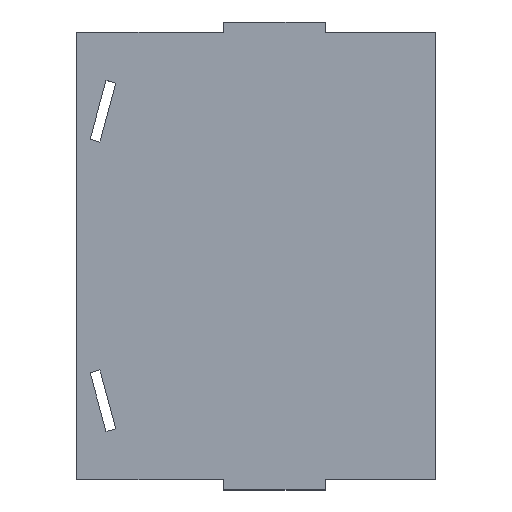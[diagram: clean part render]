
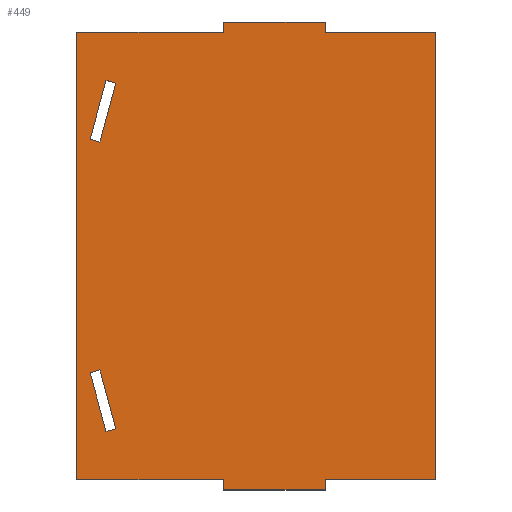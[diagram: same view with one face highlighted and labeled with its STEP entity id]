
A CAD part, top view. The second image highlights one B-rep face of the part: STEP entity #449.
In plain terms, the highlighted planar face has unit normal (0, 0, 1).
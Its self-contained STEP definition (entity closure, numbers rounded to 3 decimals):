
#15=FACE_BOUND('',#62,.T.);
#16=FACE_BOUND('',#63,.T.);
#39=FACE_OUTER_BOUND('',#61,.T.);
#61=EDGE_LOOP('',(#367,#368,#369,#370,#371,#372,#373,#374,#375,#376,#377,
#378));
#62=EDGE_LOOP('',(#379,#380,#381,#382));
#63=EDGE_LOOP('',(#383,#384,#385,#386));
#69=LINE('',#601,#129);
#72=LINE('',#607,#132);
#75=LINE('',#613,#135);
#78=LINE('',#617,#138);
#81=LINE('',#625,#141);
#84=LINE('',#631,#144);
#87=LINE('',#637,#147);
#90=LINE('',#641,#150);
#93=LINE('',#649,#153);
#96=LINE('',#655,#156);
#99=LINE('',#661,#159);
#102=LINE('',#667,#162);
#105=LINE('',#673,#165);
#108=LINE('',#679,#168);
#111=LINE('',#685,#171);
#114=LINE('',#691,#174);
#117=LINE('',#697,#177);
#120=LINE('',#703,#180);
#123=LINE('',#709,#183);
#126=LINE('',#713,#186);
#129=VECTOR('',#493,10.);
#132=VECTOR('',#498,10.);
#135=VECTOR('',#503,10.);
#138=VECTOR('',#508,10.);
#141=VECTOR('',#513,10.);
#144=VECTOR('',#518,10.);
#147=VECTOR('',#523,10.);
#150=VECTOR('',#528,10.);
#153=VECTOR('',#533,10.);
#156=VECTOR('',#538,10.);
#159=VECTOR('',#543,10.);
#162=VECTOR('',#548,10.);
#165=VECTOR('',#553,10.);
#168=VECTOR('',#558,10.);
#171=VECTOR('',#563,10.);
#174=VECTOR('',#568,10.);
#177=VECTOR('',#573,10.);
#180=VECTOR('',#578,10.);
#183=VECTOR('',#583,10.);
#186=VECTOR('',#588,10.);
#189=VERTEX_POINT('',#598);
#190=VERTEX_POINT('',#600);
#192=VERTEX_POINT('',#606);
#194=VERTEX_POINT('',#612);
#197=VERTEX_POINT('',#622);
#198=VERTEX_POINT('',#624);
#200=VERTEX_POINT('',#630);
#202=VERTEX_POINT('',#636);
#205=VERTEX_POINT('',#646);
#206=VERTEX_POINT('',#648);
#208=VERTEX_POINT('',#654);
#210=VERTEX_POINT('',#660);
#212=VERTEX_POINT('',#666);
#214=VERTEX_POINT('',#672);
#216=VERTEX_POINT('',#678);
#218=VERTEX_POINT('',#684);
#220=VERTEX_POINT('',#690);
#222=VERTEX_POINT('',#696);
#224=VERTEX_POINT('',#702);
#226=VERTEX_POINT('',#708);
#229=EDGE_CURVE('',#190,#189,#69,.T.);
#232=EDGE_CURVE('',#192,#190,#72,.T.);
#235=EDGE_CURVE('',#194,#192,#75,.T.);
#238=EDGE_CURVE('',#189,#194,#78,.T.);
#241=EDGE_CURVE('',#198,#197,#81,.T.);
#244=EDGE_CURVE('',#200,#198,#84,.T.);
#247=EDGE_CURVE('',#202,#200,#87,.T.);
#250=EDGE_CURVE('',#197,#202,#90,.T.);
#253=EDGE_CURVE('',#206,#205,#93,.T.);
#256=EDGE_CURVE('',#208,#206,#96,.T.);
#259=EDGE_CURVE('',#210,#208,#99,.T.);
#262=EDGE_CURVE('',#212,#210,#102,.T.);
#265=EDGE_CURVE('',#214,#212,#105,.T.);
#268=EDGE_CURVE('',#216,#214,#108,.T.);
#271=EDGE_CURVE('',#218,#216,#111,.T.);
#274=EDGE_CURVE('',#220,#218,#114,.T.);
#277=EDGE_CURVE('',#222,#220,#117,.T.);
#280=EDGE_CURVE('',#224,#222,#120,.T.);
#283=EDGE_CURVE('',#226,#224,#123,.T.);
#286=EDGE_CURVE('',#205,#226,#126,.T.);
#367=ORIENTED_EDGE('',*,*,#286,.T.);
#368=ORIENTED_EDGE('',*,*,#283,.T.);
#369=ORIENTED_EDGE('',*,*,#280,.T.);
#370=ORIENTED_EDGE('',*,*,#277,.T.);
#371=ORIENTED_EDGE('',*,*,#274,.T.);
#372=ORIENTED_EDGE('',*,*,#271,.T.);
#373=ORIENTED_EDGE('',*,*,#268,.T.);
#374=ORIENTED_EDGE('',*,*,#265,.T.);
#375=ORIENTED_EDGE('',*,*,#262,.T.);
#376=ORIENTED_EDGE('',*,*,#259,.T.);
#377=ORIENTED_EDGE('',*,*,#256,.T.);
#378=ORIENTED_EDGE('',*,*,#253,.T.);
#379=ORIENTED_EDGE('',*,*,#250,.T.);
#380=ORIENTED_EDGE('',*,*,#247,.T.);
#381=ORIENTED_EDGE('',*,*,#244,.T.);
#382=ORIENTED_EDGE('',*,*,#241,.T.);
#383=ORIENTED_EDGE('',*,*,#238,.T.);
#384=ORIENTED_EDGE('',*,*,#235,.T.);
#385=ORIENTED_EDGE('',*,*,#232,.T.);
#386=ORIENTED_EDGE('',*,*,#229,.T.);
#427=PLANE('',#485);
#449=ADVANCED_FACE('',(#39,#15,#16),#427,.T.);
#485=AXIS2_PLACEMENT_3D('',#714,#589,#590);
#493=DIRECTION('',(-0.966,0.259,0.));
#498=DIRECTION('',(-0.259,-0.966,0.));
#503=DIRECTION('',(0.966,-0.259,0.));
#508=DIRECTION('',(0.259,0.966,0.));
#513=DIRECTION('',(-0.259,0.966,0.));
#518=DIRECTION('',(-0.966,-0.259,0.));
#523=DIRECTION('',(0.259,-0.966,0.));
#528=DIRECTION('',(0.966,0.259,0.));
#533=DIRECTION('',(0.,-1.,0.));
#538=DIRECTION('',(-1.,0.,0.));
#543=DIRECTION('',(0.,1.,0.));
#548=DIRECTION('',(-1.,0.,0.));
#553=DIRECTION('',(0.,1.,0.));
#558=DIRECTION('',(1.,0.,0.));
#563=DIRECTION('',(0.,1.,0.));
#568=DIRECTION('',(1.,0.,0.));
#573=DIRECTION('',(0.,-1.,0.));
#578=DIRECTION('',(1.,0.,0.));
#583=DIRECTION('',(0.,-1.,0.));
#588=DIRECTION('',(-1.,0.,0.));
#589=DIRECTION('center_axis',(0.,0.,1.));
#590=DIRECTION('ref_axis',(1.,0.,0.));
#598=CARTESIAN_POINT('',(-29.694,172.313,5.));
#600=CARTESIAN_POINT('',(-24.864,171.019,5.));
#601=CARTESIAN_POINT('',(-24.864,171.019,5.));
#606=CARTESIAN_POINT('',(-17.099,200.,5.));
#607=CARTESIAN_POINT('',(-17.099,200.,5.));
#612=CARTESIAN_POINT('',(-21.929,201.294,5.));
#613=CARTESIAN_POINT('',(-21.929,201.294,5.));
#617=CARTESIAN_POINT('',(-29.694,172.313,5.));
#622=CARTESIAN_POINT('',(-29.694,57.687,5.));
#624=CARTESIAN_POINT('',(-21.929,28.706,5.));
#625=CARTESIAN_POINT('',(-29.694,57.687,5.));
#630=CARTESIAN_POINT('',(-17.099,30.,5.));
#631=CARTESIAN_POINT('',(-21.929,28.706,5.));
#636=CARTESIAN_POINT('',(-24.864,58.981,5.));
#637=CARTESIAN_POINT('',(-17.099,30.,5.));
#641=CARTESIAN_POINT('',(-24.864,58.981,5.));
#646=CARTESIAN_POINT('',(35.883,225.,5.));
#648=CARTESIAN_POINT('',(35.883,230.,5.));
#649=CARTESIAN_POINT('',(35.883,225.,5.));
#654=CARTESIAN_POINT('',(85.883,230.,5.));
#655=CARTESIAN_POINT('',(35.883,230.,5.));
#660=CARTESIAN_POINT('',(85.883,225.,5.));
#661=CARTESIAN_POINT('',(85.883,230.,5.));
#666=CARTESIAN_POINT('',(140.,225.,5.));
#667=CARTESIAN_POINT('',(140.,225.,5.));
#672=CARTESIAN_POINT('',(140.,5.,5.));
#673=CARTESIAN_POINT('',(140.,0.,5.));
#678=CARTESIAN_POINT('',(85.883,5.,5.));
#679=CARTESIAN_POINT('',(140.,5.,5.));
#684=CARTESIAN_POINT('',(85.883,0.,5.));
#685=CARTESIAN_POINT('',(85.883,0.,5.));
#690=CARTESIAN_POINT('',(35.883,0.,5.));
#691=CARTESIAN_POINT('',(0.,0.,5.));
#696=CARTESIAN_POINT('',(35.883,5.,5.));
#697=CARTESIAN_POINT('',(35.883,5.,5.));
#702=CARTESIAN_POINT('',(-36.34,5.,5.));
#703=CARTESIAN_POINT('',(0.,5.,5.));
#708=CARTESIAN_POINT('',(-36.34,225.,5.));
#709=CARTESIAN_POINT('',(-36.34,0.,5.));
#713=CARTESIAN_POINT('',(140.,225.,5.));
#714=CARTESIAN_POINT('Origin',(51.83,115.,5.));
